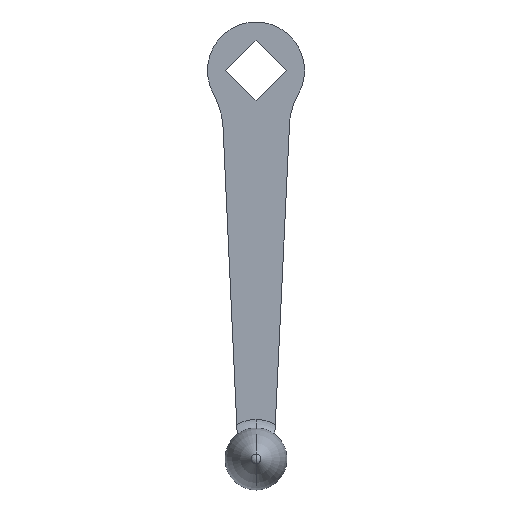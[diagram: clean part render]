
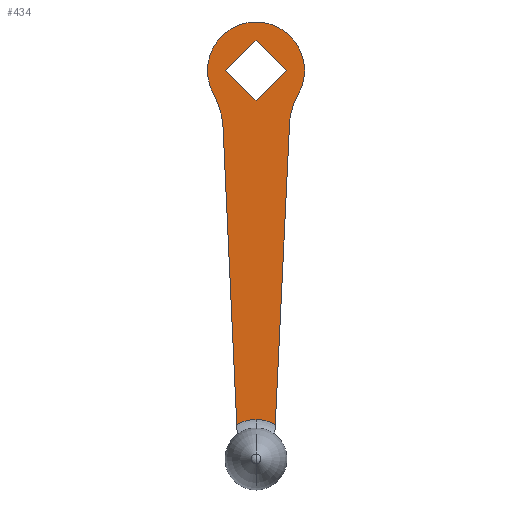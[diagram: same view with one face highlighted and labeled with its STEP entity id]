
A CAD part, front view. The second image highlights one B-rep face of the part: STEP entity #434.
In plain terms, the highlighted planar face has unit normal (0, -1, 0).
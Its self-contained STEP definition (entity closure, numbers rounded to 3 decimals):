
#184=EDGE_CURVE('',#298,#360,#520,.T.);
#196=VERTEX_POINT('',#537);
#198=EDGE_CURVE('',#288,#250,#539,.T.);
#200=VERTEX_POINT('',#541);
#206=VERTEX_POINT('',#547);
#208=VERTEX_POINT('',#549);
#250=VERTEX_POINT('',#597);
#256=EDGE_CURVE('',#382,#288,#603,.T.);
#284=EDGE_CURVE('',#330,#444,#633,.T.);
#288=VERTEX_POINT('',#637);
#294=EDGE_CURVE('',#330,#206,#643,.T.);
#298=VERTEX_POINT('',#647);
#304=EDGE_CURVE('',#208,#196,#654,.T.);
#330=VERTEX_POINT('',#685);
#342=EDGE_CURVE('',#206,#298,#697,.T.);
#360=VERTEX_POINT('',#716);
#382=VERTEX_POINT('',#739);
#388=EDGE_CURVE('',#360,#382,#745,.T.);
#434=ADVANCED_FACE('',(#794,#795),#796,.F.);
#442=EDGE_CURVE('',#444,#250,#805,.T.);
#444=VERTEX_POINT('',#807);
#458=EDGE_CURVE('',#196,#484,#823,.T.);
#484=VERTEX_POINT('',#854);
#492=EDGE_CURVE('',#484,#200,#863,.T.);
#494=EDGE_CURVE('',#200,#208,#865,.T.);
#520=CIRCLE('',#885,25.0);
#537=CARTESIAN_POINT('',(0.,-44.0,-15.556));
#539=LINE('',#906,#907);
#541=CARTESIAN_POINT('',(0.,-44.0,15.556));
#547=CARTESIAN_POINT('',(-17.0,-44.0,-28.64));
#549=CARTESIAN_POINT('',(-15.556,-44.0,0.));
#597=CARTESIAN_POINT('',(9.921,-44.,-182.251));
#603=CIRCLE('',#999,38.);
#633=CIRCLE('',#1038,20.333);
#637=CARTESIAN_POINT('',(17.0,-44.0,-33.037));
#643=LINE('',#1050,#1051);
#647=CARTESIAN_POINT('',(-21.8,-44.0,-12.237));
#654=LINE('',#1066,#1067);
#685=CARTESIAN_POINT('',(-9.91,-44.,-182.245));
#697=CIRCLE('',#1121,38.);
#716=CARTESIAN_POINT('',(-21.8,-44.0,12.237));
#739=CARTESIAN_POINT('',(21.8,-44.0,-12.237));
#745=CIRCLE('',#1183,25.0);
#794=FACE_OUTER_BOUND('',#1280,.T.);
#795=FACE_BOUND('',#1281,.T.);
#796=PLANE('',#1282);
#805=CIRCLE('',#1293,20.333);
#807=CARTESIAN_POINT('',(0.,-44.,-179.667));
#823=LINE('',#1315,#1316);
#854=CARTESIAN_POINT('',(15.556,-44.0,0.));
#863=LINE('',#1397,#1398);
#865=LINE('',#1401,#1402);
#885=AXIS2_PLACEMENT_3D('',#1415,#1416,#1417);
#906=CARTESIAN_POINT('',(16.382,-44.0,-46.059));
#907=VECTOR('',#1453,1.0);
#999=AXIS2_PLACEMENT_3D('',#1527,#1528,#1529);
#1038=AXIS2_PLACEMENT_3D('',#1556,#1557,#1558);
#1050=CARTESIAN_POINT('',(-12.548,-44.0,-125.09));
#1051=VECTOR('',#1562,1.0);
#1066=CARTESIAN_POINT('',(10.694,-44.0,-26.251));
#1067=VECTOR('',#1575,1.0);
#1121=AXIS2_PLACEMENT_3D('',#1629,#1630,#1631);
#1183=AXIS2_PLACEMENT_3D('',#1667,#1668,#1669);
#1280=EDGE_LOOP('',(#1725,#1726,#1727,#1728,#1729,#1730,#1731,#1732));
#1281=EDGE_LOOP('',(#1733,#1734,#1735,#1736));
#1282=AXIS2_PLACEMENT_3D('',#1737,#1738,#1739);
#1293=AXIS2_PLACEMENT_3D('',#1751,#1752,#1753);
#1315=CARTESIAN_POINT('',(-2.916,-44.0,-18.472));
#1316=VECTOR('',#1777,1.0);
#1397=CARTESIAN_POINT('',(18.472,-44.0,-2.916));
#1398=VECTOR('',#1841,1.0);
#1401=CARTESIAN_POINT('',(-26.251,-44.0,-10.694));
#1402=VECTOR('',#1842,1.0);
#1415=CARTESIAN_POINT('',(0.0,-44.0,0.));
#1416=DIRECTION('',(0.0,1.0,0.0));
#1417=DIRECTION('',(0.872,0.0,-0.489));
#1453=DIRECTION('',(-0.047,0.0,-0.999));
#1527=CARTESIAN_POINT('',(54.936,-44.0,-30.838));
#1528=DIRECTION('',(0.0,-1.0,-0.0));
#1529=DIRECTION('',(-0.998,0.0,-0.058));
#1556=CARTESIAN_POINT('',(0.,-44.,-200.0));
#1557=DIRECTION('',(-0.0,1.0,0.0));
#1558=DIRECTION('',(0.,0.0,1.0));
#1562=DIRECTION('',(-0.046,0.0,0.999));
#1575=DIRECTION('',(0.707,0.0,-0.707));
#1629=CARTESIAN_POINT('',(-54.936,-44.0,-30.838));
#1630=DIRECTION('',(0.0,-1.0,0.0));
#1631=DIRECTION('',(0.872,0.0,0.489));
#1667=CARTESIAN_POINT('',(0.0,-44.0,0.));
#1668=DIRECTION('',(0.0,1.0,0.0));
#1669=DIRECTION('',(0.872,0.0,-0.489));
#1725=ORIENTED_EDGE('',*,*,#294,.F.);
#1726=ORIENTED_EDGE('',*,*,#284,.T.);
#1727=ORIENTED_EDGE('',*,*,#442,.T.);
#1728=ORIENTED_EDGE('',*,*,#198,.F.);
#1729=ORIENTED_EDGE('',*,*,#256,.F.);
#1730=ORIENTED_EDGE('',*,*,#388,.F.);
#1731=ORIENTED_EDGE('',*,*,#184,.F.);
#1732=ORIENTED_EDGE('',*,*,#342,.F.);
#1733=ORIENTED_EDGE('',*,*,#304,.F.);
#1734=ORIENTED_EDGE('',*,*,#494,.F.);
#1735=ORIENTED_EDGE('',*,*,#492,.F.);
#1736=ORIENTED_EDGE('',*,*,#458,.F.);
#1737=CARTESIAN_POINT('',(0.,-44.0,-58.333));
#1738=DIRECTION('',(-0.0,1.0,0.0));
#1739=DIRECTION('',(0.,0.0,1.0));
#1751=CARTESIAN_POINT('',(0.,-44.,-200.0));
#1752=DIRECTION('',(-0.0,1.0,0.0));
#1753=DIRECTION('',(0.,0.0,1.0));
#1777=DIRECTION('',(0.707,0.0,0.707));
#1841=DIRECTION('',(-0.707,0.0,0.707));
#1842=DIRECTION('',(-0.707,0.0,-0.707));
